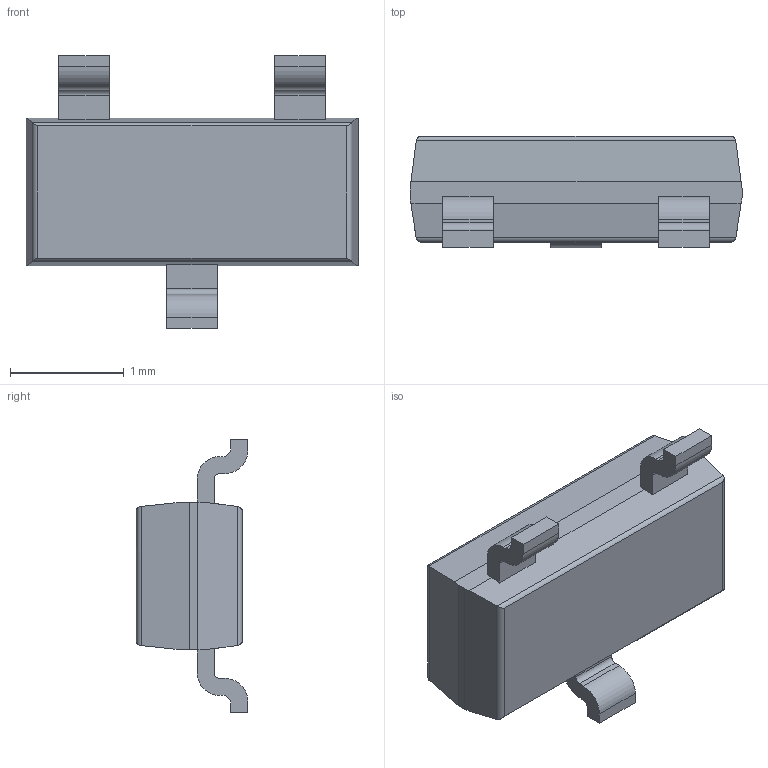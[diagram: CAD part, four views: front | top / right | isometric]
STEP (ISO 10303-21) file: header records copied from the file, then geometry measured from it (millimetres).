
FILE_DESCRIPTION(('STEP AP214'),'1');
FILE_NAME('bat54s.stp','2020-03-14T04:30:19',('TraceParts'),('TraceParts S.A.'),'Spatial InterOp 3D',' ',' ');
FILE_SCHEMA(('AUTOMOTIVE_DESIGN { 1 0 10303 214 1 1 1 1 }'));
Length unit declared in the file: millimetre
Products named in the file (1): bat54s
Bounding box: 2.92 x 0.98 x 2.4 mm (x, y, z)
Volume: 3.5 mm3; surface area: 17 mm2
Topology: 1 solids, 1 shells, 61 faces, 177 edges, 118 vertices
Faces by surface type: plane 41, cylinder 20
Entity records: 2595 total; most frequent: CARTESIAN_POINT 461, ORIENTED_EDGE 354, DIRECTION 325, EDGE_CURVE 177, LINE 137, VECTOR 137, VERTEX_POINT 118, AXIS2_PLACEMENT_3D 94
